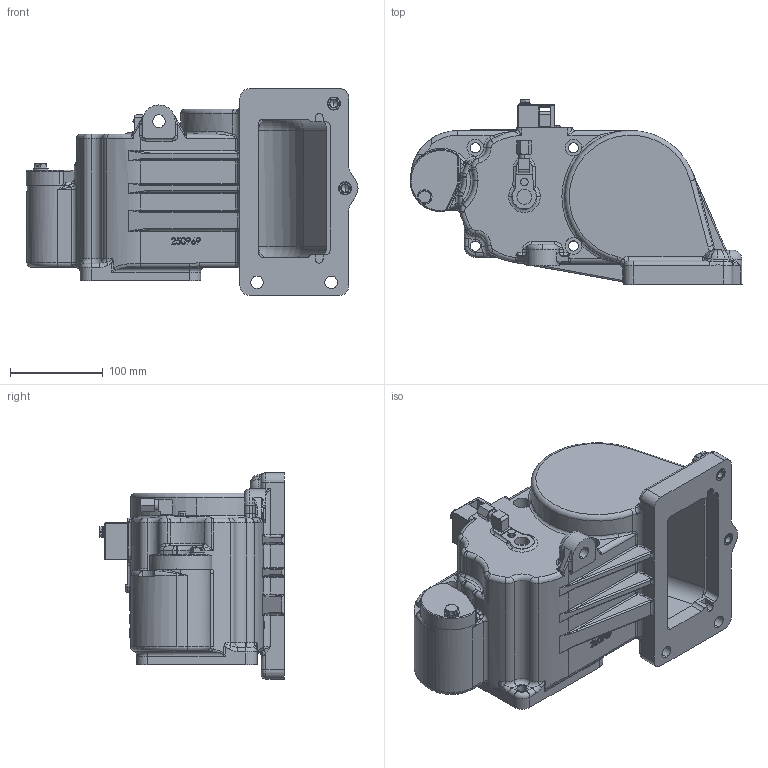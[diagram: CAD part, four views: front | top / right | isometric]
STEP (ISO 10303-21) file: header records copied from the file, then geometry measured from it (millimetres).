
FILE_DESCRIPTION (( 'STEP AP214' ), '1' );
FILE_NAME ('GV80PE_251195.STEP', '2014-11-24T12:47:03', ( 'Admin2' ), ( '' ), 'SwSTEP 2.0', 'SolidWorks 2010', '' );
FILE_SCHEMA (( 'AUTOMOTIVE_DESIGN' ));
Length unit declared in the file: millimetre
Products named in the file (1): GV80PE_251195
Bounding box: 358.5 x 199.6 x 223 mm (x, y, z)
Volume: 2812516.5 mm3; surface area: 575108.8 mm2
Topology: 19 solids, 19 shells, 2178 faces, 5394 edges, 3230 vertices
Faces by surface type: plane 664, cylinder 561, bspline 451, torus 300, cone 189, sphere 13
Entity records: 112069 total; most frequent: CARTESIAN_POINT 39652, ORIENTED_EDGE 10572, DIRECTION 9320, EDGE_CURVE 5286, AXIS2_PLACEMENT_3D 3552, VERTEX_POINT 3227, EDGE_LOOP 2339, LINE 2216
